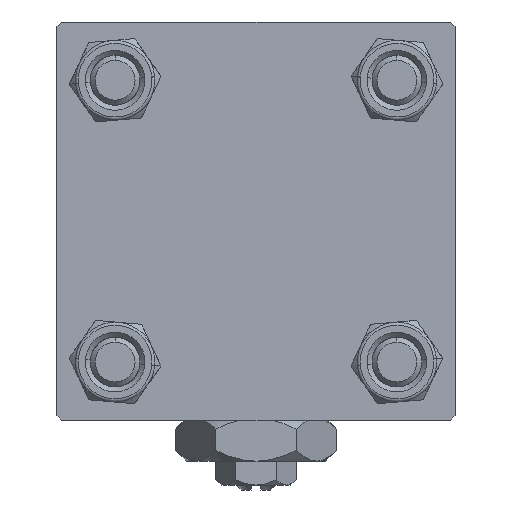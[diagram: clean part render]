
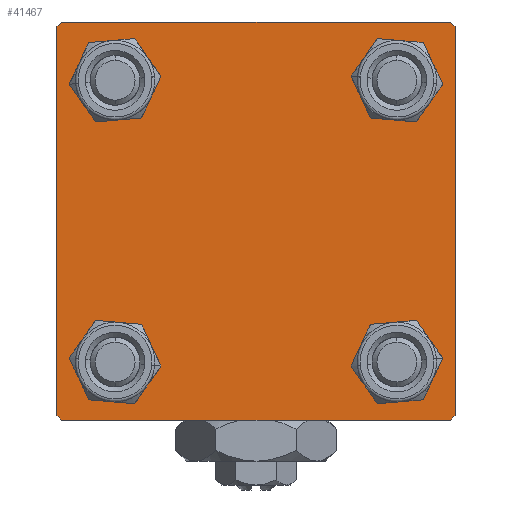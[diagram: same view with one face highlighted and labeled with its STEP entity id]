
A CAD part, left-side view. The second image highlights one B-rep face of the part: STEP entity #41467.
In plain terms, the highlighted planar face has unit normal (-1, 0, 0).
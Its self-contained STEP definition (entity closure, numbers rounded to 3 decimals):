
#91 = EDGE_CURVE ( 'NONE', #46056, #47784, #21739, .T. ) ;
#600 = VECTOR ( 'NONE', #40461, 1000. ) ;
#744 = AXIS2_PLACEMENT_3D ( 'NONE', #49555, #35292, #8180 ) ;
#1310 = VERTEX_POINT ( 'NONE', #28287 ) ;
#1437 = EDGE_LOOP ( 'NONE', ( #52029, #52704 ) ) ;
#1806 = ORIENTED_EDGE ( 'NONE', *, *, #47146, .T. ) ;
#2125 = CARTESIAN_POINT ( 'NONE',  ( 0., 14.15, -14.15 ) ) ;
#2238 = FACE_BOUND ( 'NONE', #35941, .T. ) ;
#2575 = VECTOR ( 'NONE', #18628, 1000. ) ;
#2968 = DIRECTION ( 'NONE',  ( 1., 0., 0. ) ) ;
#3607 = EDGE_CURVE ( 'NONE', #20213, #37891, #27559, .T. ) ;
#3610 = LINE ( 'NONE', #53356, #6402 ) ;
#4063 = CARTESIAN_POINT ( 'NONE',  ( 0., 20., 20. ) ) ;
#4145 = DIRECTION ( 'NONE',  ( 0., -0.707, -0.707 ) ) ;
#5819 = EDGE_CURVE ( 'NONE', #35577, #1310, #15524, .T. ) ;
#6138 = VERTEX_POINT ( 'NONE', #40421 ) ;
#6402 = VECTOR ( 'NONE', #53649, 1000. ) ;
#7019 = FACE_BOUND ( 'NONE', #53527, .T. ) ;
#7605 = CARTESIAN_POINT ( 'NONE',  ( 0., 0., 0. ) ) ;
#7903 = VERTEX_POINT ( 'NONE', #32318 ) ;
#8024 = LINE ( 'NONE', #39871, #600 ) ;
#8180 = DIRECTION ( 'NONE',  ( 0., 0., 1. ) ) ;
#8819 = CARTESIAN_POINT ( 'NONE',  ( 0., -20., 20. ) ) ;
#8899 = ORIENTED_EDGE ( 'NONE', *, *, #18267, .T. ) ;
#9371 = CARTESIAN_POINT ( 'NONE',  ( 0., 19.5, 20. ) ) ;
#9517 = ORIENTED_EDGE ( 'NONE', *, *, #38281, .F. ) ;
#9852 = VERTEX_POINT ( 'NONE', #14037 ) ;
#10076 = EDGE_CURVE ( 'NONE', #50064, #18889, #18447, .T. ) ;
#11308 = CARTESIAN_POINT ( 'NONE',  ( 0., -14.15, 14.15 ) ) ;
#11318 = ORIENTED_EDGE ( 'NONE', *, *, #3607, .T. ) ;
#11763 = FACE_BOUND ( 'NONE', #58783, .T. ) ;
#12401 = DIRECTION ( 'NONE',  ( 0., 0.707, 0.707 ) ) ;
#12799 = CARTESIAN_POINT ( 'NONE',  ( 0., 19.75, -19.75 ) ) ;
#13516 = CARTESIAN_POINT ( 'NONE',  ( 0., -14.15, 11.15 ) ) ;
#13546 = CARTESIAN_POINT ( 'NONE',  ( 0., 14.15, 14.15 ) ) ;
#14037 = CARTESIAN_POINT ( 'NONE',  ( 0., -19.5, -20. ) ) ;
#14097 = CIRCLE ( 'NONE', #20808, 3. ) ;
#14187 = EDGE_LOOP ( 'NONE', ( #35806, #17503, #14859, #16996, #47107, #40713, #9517, #8899 ) ) ;
#14267 = CIRCLE ( 'NONE', #38033, 3. ) ;
#14859 = ORIENTED_EDGE ( 'NONE', *, *, #20502, .T. ) ;
#15273 = VECTOR ( 'NONE', #4145, 1000. ) ;
#15276 = DIRECTION ( 'NONE',  ( 0., -0.707, 0.707 ) ) ;
#15524 = LINE ( 'NONE', #12799, #15273 ) ;
#16740 = DIRECTION ( 'NONE',  ( 1., 0., 0. ) ) ;
#16911 = AXIS2_PLACEMENT_3D ( 'NONE', #48284, #16740, #58130 ) ;
#16996 = ORIENTED_EDGE ( 'NONE', *, *, #50542, .T. ) ;
#17503 = ORIENTED_EDGE ( 'NONE', *, *, #5819, .T. ) ;
#17556 = EDGE_CURVE ( 'NONE', #58667, #29832, #21948, .T. ) ;
#17871 = CARTESIAN_POINT ( 'NONE',  ( 0., -14.15, 14.15 ) ) ;
#18199 = CARTESIAN_POINT ( 'NONE',  ( 0., 20., 20. ) ) ;
#18267 = EDGE_CURVE ( 'NONE', #47644, #6138, #8024, .T. ) ;
#18447 = CIRCLE ( 'NONE', #48838, 3. ) ;
#18628 = DIRECTION ( 'NONE',  ( 0., 0., -1. ) ) ;
#18889 = VERTEX_POINT ( 'NONE', #28995 ) ;
#19220 = CARTESIAN_POINT ( 'NONE',  ( 0., -19.5, 20. ) ) ;
#19720 = CIRCLE ( 'NONE', #51063, 3. ) ;
#20099 = AXIS2_PLACEMENT_3D ( 'NONE', #7605, #20429, #57345 ) ;
#20213 = VERTEX_POINT ( 'NONE', #13516 ) ;
#20429 = DIRECTION ( 'NONE',  ( -1., 0., 0. ) ) ;
#20502 = EDGE_CURVE ( 'NONE', #1310, #9852, #3610, .T. ) ;
#20780 = CARTESIAN_POINT ( 'NONE',  ( 0., -19.75, 19.75 ) ) ;
#20808 = AXIS2_PLACEMENT_3D ( 'NONE', #17871, #35764, #25965 ) ;
#21114 = ORIENTED_EDGE ( 'NONE', *, *, #25119, .T. ) ;
#21739 = CIRCLE ( 'NONE', #744, 3. ) ;
#21948 = LINE ( 'NONE', #20780, #31042 ) ;
#22828 = VERTEX_POINT ( 'NONE', #22950 ) ;
#22950 = CARTESIAN_POINT ( 'NONE',  ( 0., -14.15, -17.15 ) ) ;
#24255 = EDGE_CURVE ( 'NONE', #58667, #7903, #45412, .T. ) ;
#25119 = EDGE_CURVE ( 'NONE', #18889, #50064, #19720, .T. ) ;
#25965 = DIRECTION ( 'NONE',  ( 0., 0., 1. ) ) ;
#26160 = DIRECTION ( 'NONE',  ( 0., 0., 1. ) ) ;
#26892 = EDGE_CURVE ( 'NONE', #57839, #22828, #34041, .T. ) ;
#27559 = CIRCLE ( 'NONE', #40848, 3. ) ;
#28034 = LINE ( 'NONE', #18199, #50384 ) ;
#28287 = CARTESIAN_POINT ( 'NONE',  ( 0., 19.5, -20. ) ) ;
#28699 = LINE ( 'NONE', #42960, #45620 ) ;
#28995 = CARTESIAN_POINT ( 'NONE',  ( 0., 14.15, -11.15 ) ) ;
#29231 = CARTESIAN_POINT ( 'NONE',  ( 0., 14.15, -14.15 ) ) ;
#29808 = DIRECTION ( 'NONE',  ( 0., 0., 1. ) ) ;
#29832 = VERTEX_POINT ( 'NONE', #19220 ) ;
#30517 = CARTESIAN_POINT ( 'NONE',  ( 0., -14.15, -11.15 ) ) ;
#30638 = DIRECTION ( 'NONE',  ( 1., 0., 0. ) ) ;
#30889 = CARTESIAN_POINT ( 'NONE',  ( 0., 14.15, -17.15 ) ) ;
#31042 = VECTOR ( 'NONE', #12401, 1000. ) ;
#31911 = CARTESIAN_POINT ( 'NONE',  ( 0., -14.15, 17.15 ) ) ;
#31956 = CARTESIAN_POINT ( 'NONE',  ( 0., 20., -19.5 ) ) ;
#32318 = CARTESIAN_POINT ( 'NONE',  ( 0., -20., -19.5 ) ) ;
#33084 = EDGE_CURVE ( 'NONE', #22828, #57839, #14267, .T. ) ;
#33119 = DIRECTION ( 'NONE',  ( 0., 0., 1. ) ) ;
#34041 = CIRCLE ( 'NONE', #16911, 3. ) ;
#34714 = PLANE ( 'NONE',  #20099 ) ;
#35292 = DIRECTION ( 'NONE',  ( 1., 0., 0. ) ) ;
#35577 = VERTEX_POINT ( 'NONE', #31956 ) ;
#35764 = DIRECTION ( 'NONE',  ( 1., 0., 0. ) ) ;
#35806 = ORIENTED_EDGE ( 'NONE', *, *, #50740, .T. ) ;
#35941 = EDGE_LOOP ( 'NONE', ( #1806, #11318 ) ) ;
#36978 = ORIENTED_EDGE ( 'NONE', *, *, #45659, .T. ) ;
#37874 = CIRCLE ( 'NONE', #49250, 3. ) ;
#37891 = VERTEX_POINT ( 'NONE', #31911 ) ;
#38033 = AXIS2_PLACEMENT_3D ( 'NONE', #52682, #52966, #53266 ) ;
#38281 = EDGE_CURVE ( 'NONE', #47644, #29832, #44865, .T. ) ;
#39176 = FACE_BOUND ( 'NONE', #1437, .T. ) ;
#39871 = CARTESIAN_POINT ( 'NONE',  ( 0., 19.75, 19.75 ) ) ;
#40421 = CARTESIAN_POINT ( 'NONE',  ( 0., 20., 19.5 ) ) ;
#40461 = DIRECTION ( 'NONE',  ( 0., 0.707, -0.707 ) ) ;
#40713 = ORIENTED_EDGE ( 'NONE', *, *, #17556, .T. ) ;
#40848 = AXIS2_PLACEMENT_3D ( 'NONE', #11308, #2968, #29808 ) ;
#41467 = ADVANCED_FACE ( 'NONE', ( #2238, #39176, #11763, #7019, #47800 ), #34714, .T. ) ;
#42960 = CARTESIAN_POINT ( 'NONE',  ( 0., -19.75, -19.75 ) ) ;
#43680 = CARTESIAN_POINT ( 'NONE',  ( 0., -20., 19.5 ) ) ;
#43887 = CARTESIAN_POINT ( 'NONE',  ( 0., 14.15, 11.15 ) ) ;
#44514 = DIRECTION ( 'NONE',  ( 1., 0., 0. ) ) ;
#44865 = LINE ( 'NONE', #4063, #53411 ) ;
#45275 = DIRECTION ( 'NONE',  ( 0., 0., -1. ) ) ;
#45412 = LINE ( 'NONE', #8819, #2575 ) ;
#45620 = VECTOR ( 'NONE', #15276, 1000. ) ;
#45659 = EDGE_CURVE ( 'NONE', #47784, #46056, #37874, .T. ) ;
#46056 = VERTEX_POINT ( 'NONE', #51481 ) ;
#47107 = ORIENTED_EDGE ( 'NONE', *, *, #24255, .F. ) ;
#47146 = EDGE_CURVE ( 'NONE', #37891, #20213, #14097, .T. ) ;
#47644 = VERTEX_POINT ( 'NONE', #9371 ) ;
#47784 = VERTEX_POINT ( 'NONE', #43887 ) ;
#47800 = FACE_OUTER_BOUND ( 'NONE', #14187, .T. ) ;
#48284 = CARTESIAN_POINT ( 'NONE',  ( 0., -14.15, -14.15 ) ) ;
#48838 = AXIS2_PLACEMENT_3D ( 'NONE', #29231, #30638, #26160 ) ;
#49138 = ORIENTED_EDGE ( 'NONE', *, *, #91, .T. ) ;
#49250 = AXIS2_PLACEMENT_3D ( 'NONE', #13546, #44514, #57938 ) ;
#49555 = CARTESIAN_POINT ( 'NONE',  ( 0., 14.15, 14.15 ) ) ;
#49908 = DIRECTION ( 'NONE',  ( 0., -1., 0. ) ) ;
#50064 = VERTEX_POINT ( 'NONE', #30889 ) ;
#50384 = VECTOR ( 'NONE', #45275, 1000. ) ;
#50542 = EDGE_CURVE ( 'NONE', #9852, #7903, #28699, .T. ) ;
#50740 = EDGE_CURVE ( 'NONE', #6138, #35577, #28034, .T. ) ;
#51063 = AXIS2_PLACEMENT_3D ( 'NONE', #2125, #52143, #33119 ) ;
#51481 = CARTESIAN_POINT ( 'NONE',  ( 0., 14.15, 17.15 ) ) ;
#52029 = ORIENTED_EDGE ( 'NONE', *, *, #26892, .T. ) ;
#52143 = DIRECTION ( 'NONE',  ( 1., 0., 0. ) ) ;
#52682 = CARTESIAN_POINT ( 'NONE',  ( 0., -14.15, -14.15 ) ) ;
#52704 = ORIENTED_EDGE ( 'NONE', *, *, #33084, .T. ) ;
#52966 = DIRECTION ( 'NONE',  ( 1., 0., 0. ) ) ;
#53266 = DIRECTION ( 'NONE',  ( 0., 0., 1. ) ) ;
#53356 = CARTESIAN_POINT ( 'NONE',  ( 0., 20., -20. ) ) ;
#53411 = VECTOR ( 'NONE', #49908, 1000. ) ;
#53527 = EDGE_LOOP ( 'NONE', ( #49138, #36978 ) ) ;
#53649 = DIRECTION ( 'NONE',  ( 0., -1., 0. ) ) ;
#56627 = ORIENTED_EDGE ( 'NONE', *, *, #10076, .T. ) ;
#57345 = DIRECTION ( 'NONE',  ( 0., 0., 1. ) ) ;
#57839 = VERTEX_POINT ( 'NONE', #30517 ) ;
#57938 = DIRECTION ( 'NONE',  ( 0., 0., 1. ) ) ;
#58130 = DIRECTION ( 'NONE',  ( 0., 0., 1. ) ) ;
#58667 = VERTEX_POINT ( 'NONE', #43680 ) ;
#58783 = EDGE_LOOP ( 'NONE', ( #21114, #56627 ) ) ;
